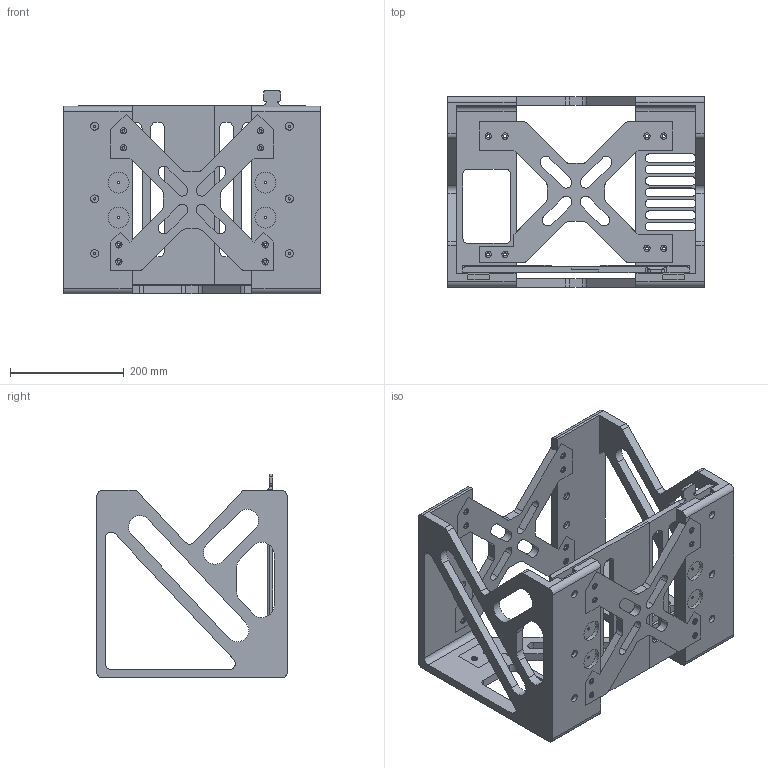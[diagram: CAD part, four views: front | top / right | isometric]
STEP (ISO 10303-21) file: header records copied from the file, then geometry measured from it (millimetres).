
FILE_DESCRIPTION(/* description */ (''),/* implementation_level */ '2;1');
FILE_NAME(/* name */ 'cfsStackables v40.step',/* time_stamp */ '2025-07-18T20:55:47-04:00',/* author */ (''),/* organization */ (''),/* preprocessor_version */ 'ST-DEVELOPER v20.1',/* originating_system */ 'Autodesk Translation Framework v14.10.0.0',/* authorisation */ '');
FILE_SCHEMA (('AUTOMOTIVE_DESIGN { 1 0 10303 214 3 1 1 }'));
Length unit declared in the file: millimetre
Products named in the file (1): cfsStackables
Bounding box: 451 x 335 x 358.64 mm (x, y, z)
Volume: 6329007.2 mm3; surface area: 1280790.2 mm2
Topology: 7 solids, 7 shells, 737 faces, 1949 edges, 1298 vertices
Faces by surface type: plane 425, cylinder 309, torus 2, bspline 1
Full cylindrical faces by diameter (mm): 4 x20, 5.1 x48, 11 x48, 14 x20, 37 x8
Entity records: 23411 total; most frequent: DIRECTION 4042, CARTESIAN_POINT 4038, ORIENTED_EDGE 3898, EDGE_CURVE 1949, AXIS2_PLACEMENT_3D 1360, LINE 1322, VECTOR 1322, VERTEX_POINT 1298
